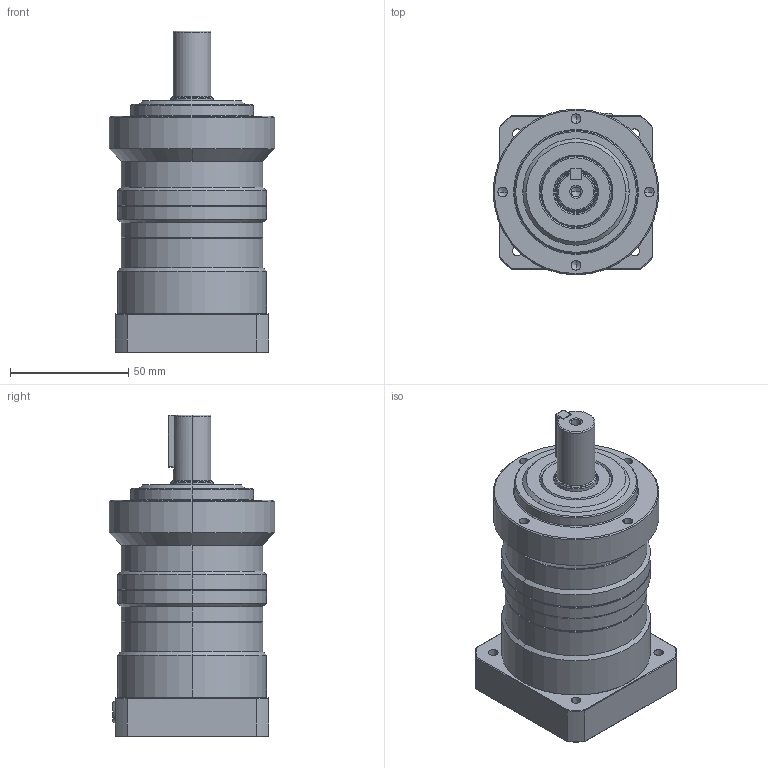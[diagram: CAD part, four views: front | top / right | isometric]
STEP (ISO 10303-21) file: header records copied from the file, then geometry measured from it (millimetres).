
FILE_DESCRIPTION (( 'STEP AP203' ), '1' );
FILE_NAME ('PGA070-15A2.step', '2019-12-03T14:53:26', ( '' ), ( '' ), 'SwSTEP 2.0', 'SolidWorks 2019', '' );
FILE_SCHEMA (( 'CONFIG_CONTROL_DESIGN' ));
Length unit declared in the file: millimetre
Products named in the file (1): PGA070-15A2
Bounding box: 70 x 70 x 136 mm (x, y, z)
Volume: 323476.1 mm3; surface area: 42113.5 mm2
Topology: 1 solids, 1 shells, 324 faces, 802 edges, 481 vertices
Faces by surface type: plane 127, cylinder 87, cone 85, torus 25
Entity records: 9629 total; most frequent: CARTESIAN_POINT 1995, DIRECTION 1638, ORIENTED_EDGE 1552, EDGE_CURVE 776, AXIS2_PLACEMENT_3D 630, VERTEX_POINT 481, LINE 378, VECTOR 378
